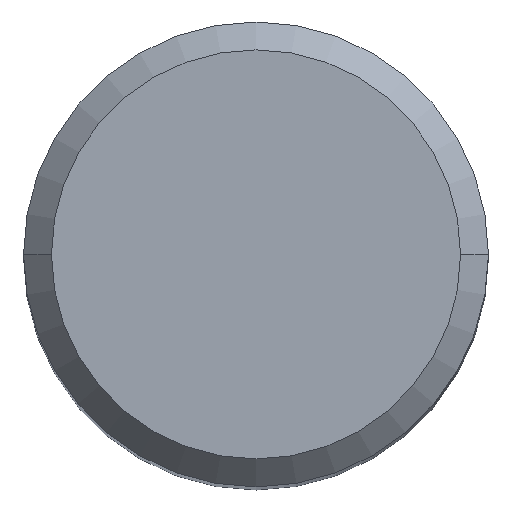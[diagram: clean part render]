
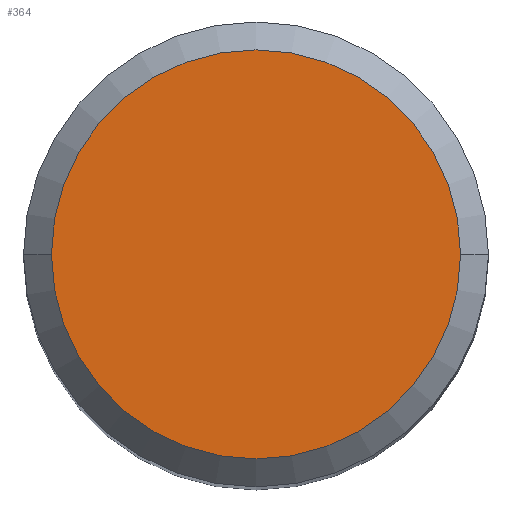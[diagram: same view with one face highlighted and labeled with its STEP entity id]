
A CAD part, top view. The second image highlights one B-rep face of the part: STEP entity #364.
In plain terms, the highlighted planar face has unit normal (0, 0, 1).
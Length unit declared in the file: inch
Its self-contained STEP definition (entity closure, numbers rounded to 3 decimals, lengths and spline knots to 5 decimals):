
#180 = DIRECTION ( 'NONE',  ( 1., 0., 0. ) ) ;
#185 = CARTESIAN_POINT ( 'NONE',  ( 0., 0., 2.5 ) ) ;
#190 = CARTESIAN_POINT ( 'NONE',  ( 0., 0., 2.5 ) ) ;
#249 = DIRECTION ( 'NONE',  ( 1., 0., 0. ) ) ;
#353 = CIRCLE ( 'NONE', #981, 0.11 ) ;
#364 = ADVANCED_FACE ( 'NONE', ( #926 ), #603, .T. ) ;
#366 = EDGE_LOOP ( 'NONE', ( #470, #980 ) ) ;
#392 = VERTEX_POINT ( 'NONE', #846 ) ;
#470 = ORIENTED_EDGE ( 'NONE', *, *, #1019, .T. ) ;
#483 = AXIS2_PLACEMENT_3D ( 'NONE', #580, #998, #180 ) ;
#580 = CARTESIAN_POINT ( 'NONE',  ( 0., 0., 2.5 ) ) ;
#603 = PLANE ( 'NONE',  #625 ) ;
#625 = AXIS2_PLACEMENT_3D ( 'NONE', #190, #922, #757 ) ;
#661 = CIRCLE ( 'NONE', #483, 0.11 ) ;
#749 = CARTESIAN_POINT ( 'NONE',  ( 0.11, 0., 2.5 ) ) ;
#757 = DIRECTION ( 'NONE',  ( 1., 0., 0. ) ) ;
#781 = EDGE_CURVE ( 'NONE', #941, #392, #353, .T. ) ;
#829 = DIRECTION ( 'NONE',  ( 0., 0., 1. ) ) ;
#846 = CARTESIAN_POINT ( 'NONE',  ( -0.11, 0., 2.5 ) ) ;
#922 = DIRECTION ( 'NONE',  ( 0., 0., 1. ) ) ;
#926 = FACE_OUTER_BOUND ( 'NONE', #366, .T. ) ;
#941 = VERTEX_POINT ( 'NONE', #749 ) ;
#980 = ORIENTED_EDGE ( 'NONE', *, *, #781, .T. ) ;
#981 = AXIS2_PLACEMENT_3D ( 'NONE', #185, #829, #249 ) ;
#998 = DIRECTION ( 'NONE',  ( 0., 0., 1. ) ) ;
#1019 = EDGE_CURVE ( 'NONE', #392, #941, #661, .T. ) ;
